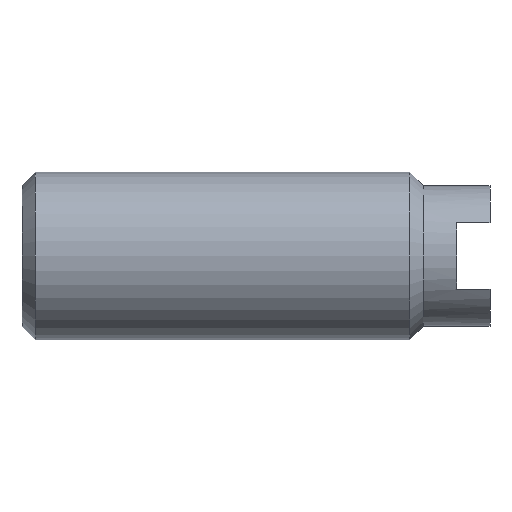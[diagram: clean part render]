
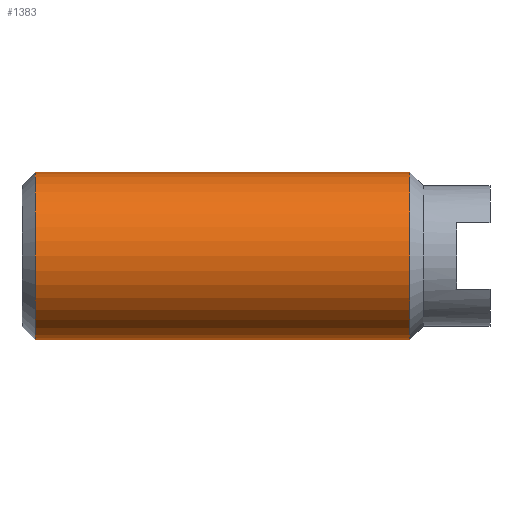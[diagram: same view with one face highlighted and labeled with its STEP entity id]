
A CAD part, front view. The second image highlights one B-rep face of the part: STEP entity #1383.
In plain terms, the highlighted cylindrical face has radius 2.5 mm (diameter 5 mm), a partial arc.
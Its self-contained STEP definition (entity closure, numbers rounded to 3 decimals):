
#1 = AXIS2_PLACEMENT_3D ( 'NONE', #159, #1331, #400 ) ;
#6 = ORIENTED_EDGE ( 'NONE', *, *, #155, .T. ) ;
#8 = CARTESIAN_POINT ( 'NONE',  ( -13.6, 0., -2.5 ) ) ;
#39 = LINE ( 'NONE', #321, #392 ) ;
#46 = DIRECTION ( 'NONE',  ( -1., 0., 0. ) ) ;
#136 = ORIENTED_EDGE ( 'NONE', *, *, #464, .F. ) ;
#155 = EDGE_CURVE ( 'NONE', #1359, #984, #39, .T. ) ;
#159 = CARTESIAN_POINT ( 'NONE',  ( -13.6, 0., 0. ) ) ;
#169 = FACE_OUTER_BOUND ( 'NONE', #759, .T. ) ;
#230 = VERTEX_POINT ( 'NONE', #1152 ) ;
#309 = CARTESIAN_POINT ( 'NONE',  ( -2.4, 0., 2.5 ) ) ;
#321 = CARTESIAN_POINT ( 'NONE',  ( -17.993, 0., 2.5 ) ) ;
#342 = EDGE_CURVE ( 'NONE', #230, #1359, #863, .T. ) ;
#392 = VECTOR ( 'NONE', #1507, 1000. ) ;
#400 = DIRECTION ( 'NONE',  ( 0., 0., 1. ) ) ;
#438 = DIRECTION ( 'NONE',  ( -1., 0., 0. ) ) ;
#464 = EDGE_CURVE ( 'NONE', #1363, #984, #888, .T. ) ;
#497 = CARTESIAN_POINT ( 'NONE',  ( -13.6, 0., 2.5 ) ) ;
#503 = CARTESIAN_POINT ( 'NONE',  ( -17.993, 0., -2.5 ) ) ;
#595 = CARTESIAN_POINT ( 'NONE',  ( -2.4, 0., 0. ) ) ;
#719 = DIRECTION ( 'NONE',  ( -1., 0., 0. ) ) ;
#759 = EDGE_LOOP ( 'NONE', ( #1146, #1217, #6, #136 ) ) ;
#786 = CARTESIAN_POINT ( 'NONE',  ( -17.993, 0., 0. ) ) ;
#834 = DIRECTION ( 'NONE',  ( 0., 0., 1. ) ) ;
#863 = CIRCLE ( 'NONE', #1009, 2.5 ) ;
#888 = CIRCLE ( 'NONE', #1, 2.5 ) ;
#984 = VERTEX_POINT ( 'NONE', #497 ) ;
#1009 = AXIS2_PLACEMENT_3D ( 'NONE', #595, #719, #834 ) ;
#1067 = EDGE_CURVE ( 'NONE', #230, #1363, #1119, .T. ) ;
#1119 = LINE ( 'NONE', #503, #1303 ) ;
#1146 = ORIENTED_EDGE ( 'NONE', *, *, #1067, .F. ) ;
#1152 = CARTESIAN_POINT ( 'NONE',  ( -2.4, 0., -2.5 ) ) ;
#1217 = ORIENTED_EDGE ( 'NONE', *, *, #342, .T. ) ;
#1237 = CYLINDRICAL_SURFACE ( 'NONE', #1354, 2.5 ) ;
#1303 = VECTOR ( 'NONE', #46, 1000. ) ;
#1331 = DIRECTION ( 'NONE',  ( -1., 0., 0. ) ) ;
#1354 = AXIS2_PLACEMENT_3D ( 'NONE', #786, #438, #1401 ) ;
#1359 = VERTEX_POINT ( 'NONE', #309 ) ;
#1363 = VERTEX_POINT ( 'NONE', #8 ) ;
#1383 = ADVANCED_FACE ( 'NONE', ( #169 ), #1237, .T. ) ;
#1401 = DIRECTION ( 'NONE',  ( 0., 0., 1. ) ) ;
#1507 = DIRECTION ( 'NONE',  ( -1., 0., 0. ) ) ;
